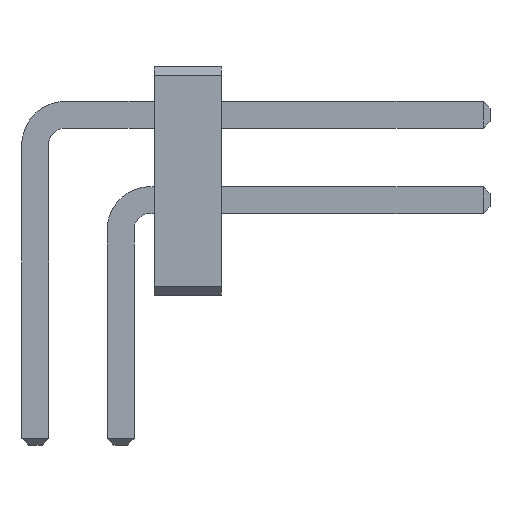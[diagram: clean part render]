
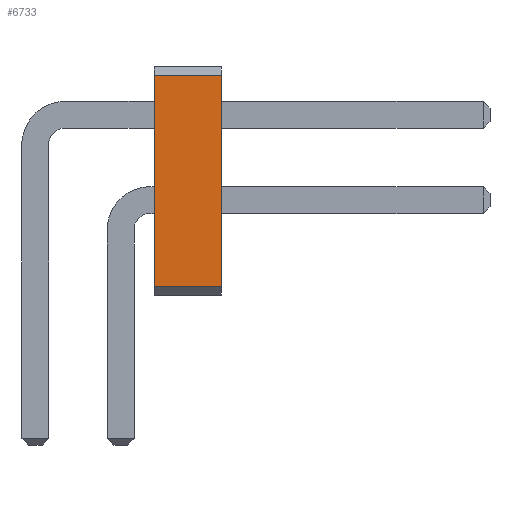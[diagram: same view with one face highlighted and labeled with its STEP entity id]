
A CAD part, front view. The second image highlights one B-rep face of the part: STEP entity #6733.
In plain terms, the highlighted planar face has unit normal (0, -1, 0).
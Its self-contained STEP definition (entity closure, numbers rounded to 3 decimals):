
#551 = VERTEX_POINT('',#552);
#552 = CARTESIAN_POINT('',(2.77,-24.765,2.708));
#558 = EDGE_CURVE('',#559,#551,#561,.T.);
#559 = VERTEX_POINT('',#560);
#560 = CARTESIAN_POINT('',(2.77,-24.765,-0.438));
#561 = LINE('',#562,#563);
#562 = CARTESIAN_POINT('',(2.77,-24.765,-0.565));
#563 = VECTOR('',#564,1.);
#564 = DIRECTION('',(0.,0.,1.));
#2911 = VERTEX_POINT('',#2912);
#2912 = CARTESIAN_POINT('',(1.77,-24.765,-0.438));
#2918 = EDGE_CURVE('',#2911,#2919,#2921,.T.);
#2919 = VERTEX_POINT('',#2920);
#2920 = CARTESIAN_POINT('',(1.77,-24.765,2.708));
#2921 = LINE('',#2922,#2923);
#2922 = CARTESIAN_POINT('',(1.77,-24.765,-0.565));
#2923 = VECTOR('',#2924,1.);
#2924 = DIRECTION('',(0.,0.,1.));
#6723 = EDGE_CURVE('',#559,#2911,#6724,.T.);
#6724 = LINE('',#6725,#6726);
#6725 = CARTESIAN_POINT('',(2.77,-24.765,-0.438));
#6726 = VECTOR('',#6727,1.);
#6727 = DIRECTION('',(-1.,0.,0.));
#6733 = ADVANCED_FACE('',(#6734),#6745,.F.);
#6734 = FACE_BOUND('',#6735,.F.);
#6735 = EDGE_LOOP('',(#6736,#6737,#6738,#6739));
#6736 = ORIENTED_EDGE('',*,*,#558,.F.);
#6737 = ORIENTED_EDGE('',*,*,#6723,.T.);
#6738 = ORIENTED_EDGE('',*,*,#2918,.T.);
#6739 = ORIENTED_EDGE('',*,*,#6740,.F.);
#6740 = EDGE_CURVE('',#551,#2919,#6741,.T.);
#6741 = LINE('',#6742,#6743);
#6742 = CARTESIAN_POINT('',(2.77,-24.765,2.708));
#6743 = VECTOR('',#6744,1.);
#6744 = DIRECTION('',(-1.,0.,0.));
#6745 = PLANE('',#6746);
#6746 = AXIS2_PLACEMENT_3D('',#6747,#6748,#6749);
#6747 = CARTESIAN_POINT('',(2.77,-24.765,-0.565));
#6748 = DIRECTION('',(0.,1.,0.));
#6749 = DIRECTION('',(0.,0.,1.));
